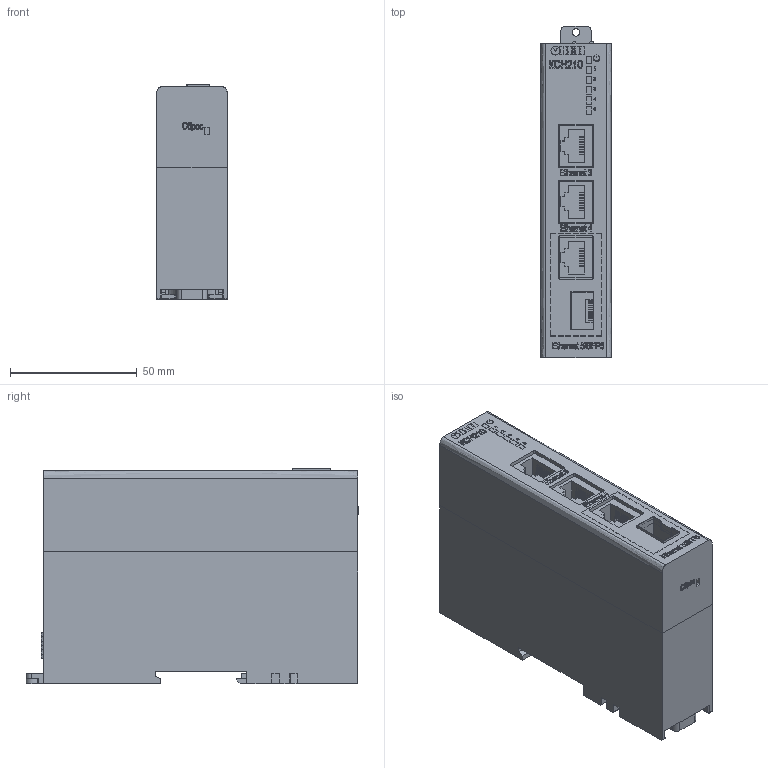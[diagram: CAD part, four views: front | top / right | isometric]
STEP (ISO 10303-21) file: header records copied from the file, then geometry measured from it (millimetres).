
FILE_DESCRIPTION (( 'STEP AP214' ), '1' );
FILE_NAME ('3D ìîäåëü ÊÑÍ210.STEP', '2019-12-17T13:00:30', ( '' ), ( '' ), 'SwSTEP 2.0', 'SolidWorks 2015', '' );
FILE_SCHEMA (( 'AUTOMOTIVE_DESIGN' ));
Length unit declared in the file: millimetre
Products named in the file (9): 冓踖樦 SFP5_00; Ðàçúåì øòåêåðíûé íà ïëàòó 5.08; Ðàçúåì øòåêåðíûé 2-5.08; Ethernet; Êðûøêà ïåðåäíÿÿ ÊÑÍ210_00; Çàùåëêà UP_00; Êðûøêà çàäíÿÿ ÊÑÍ210_00; Çàùåëêà DN_00; 3D ìîäåëü ÊÑÍ210
Assembly tree (13 placements, depth 3):
  3D ìîäåëü ÊÑÍ210
    Êðûøêà çàäíÿÿ ÊÑÍ210_00
    Êðûøêà ïåðåäíÿÿ ÊÑÍ210_00
    Ethernet  x5
    Çàùåëêà UP_00
    Ðàçúåì øòåêåðíûé 2-5.08
      Ðàçúåì øòåêåðíûé íà ïëàòó 5.08  x2
    Çàùåëêà DN_00
    冓踖樦 SFP5_00
Bounding box: 28 x 131.01 x 85 mm (x, y, z)
Volume: 71794.8 mm3; surface area: 81436.2 mm2
Topology: 12 solids, 12 shells, 1989 faces, 5335 edges, 3527 vertices
Faces by surface type: plane 1462, bspline 418, cylinder 97, sphere 10, cone 2
Full cylindrical faces by diameter (mm): 1.5 x12, 2.8 x2, 3 x3
Entity records: 90898 total; most frequent: CARTESIAN_POINT 33203, ORIENTED_EDGE 9444, DIRECTION 6785, EDGE_CURVE 4722, VECTOR 3699, LINE 3699, VERTEX_POINT 3135, EDGE_LOOP 2001
